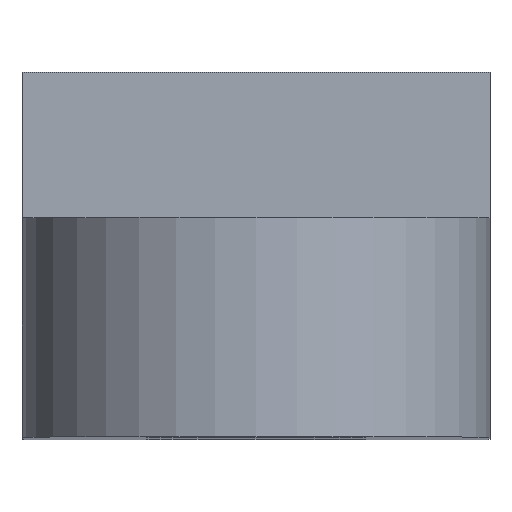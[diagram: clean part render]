
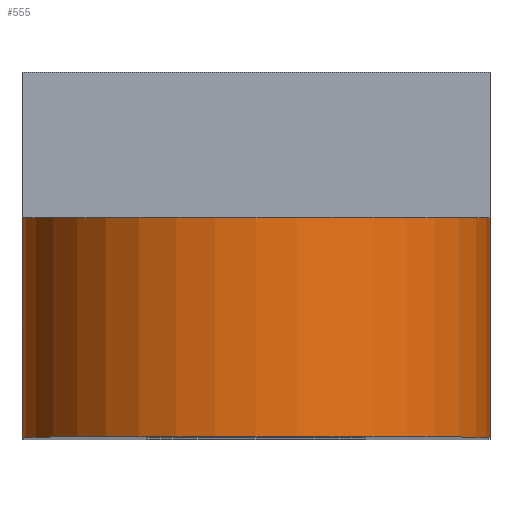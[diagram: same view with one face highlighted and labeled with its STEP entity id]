
A CAD part, top view. The second image highlights one B-rep face of the part: STEP entity #555.
In plain terms, the highlighted cylindrical face has radius 1.6 mm (diameter 3.2 mm), a partial arc.
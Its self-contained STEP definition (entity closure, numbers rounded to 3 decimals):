
#7 = AXIS2_PLACEMENT_3D ( 'NONE', #458, #293, #244 ) ;
#12 = EDGE_CURVE ( 'NONE', #530, #535, #467, .T. ) ;
#13 = AXIS2_PLACEMENT_3D ( 'NONE', #309, #272, #133 ) ;
#32 = EDGE_CURVE ( 'NONE', #409, #530, #270, .T. ) ;
#48 = VERTEX_POINT ( 'NONE', #378 ) ;
#49 = CARTESIAN_POINT ( 'NONE',  ( 0., 1.5, 0. ) ) ;
#50 = VECTOR ( 'NONE', #123, 1000. ) ;
#123 = DIRECTION ( 'NONE',  ( 0., -1., 0. ) ) ;
#133 = DIRECTION ( 'NONE',  ( 0., 0., -1. ) ) ;
#169 = ORIENTED_EDGE ( 'NONE', *, *, #285, .T. ) ;
#196 = VECTOR ( 'NONE', #431, 1000. ) ;
#199 = LINE ( 'NONE', #507, #50 ) ;
#206 = ORIENTED_EDGE ( 'NONE', *, *, #12, .F. ) ;
#219 = CYLINDRICAL_SURFACE ( 'NONE', #13, 1.6 ) ;
#221 = FACE_OUTER_BOUND ( 'NONE', #405, .T. ) ;
#244 = DIRECTION ( 'NONE',  ( 0., 0., 1. ) ) ;
#260 = CARTESIAN_POINT ( 'NONE',  ( -1.6, 1.5, 0. ) ) ;
#268 = CARTESIAN_POINT ( 'NONE',  ( 1.6, 0., 0. ) ) ;
#270 = CIRCLE ( 'NONE', #515, 1.6 ) ;
#272 = DIRECTION ( 'NONE',  ( 0., -1., 0. ) ) ;
#285 = EDGE_CURVE ( 'NONE', #48, #535, #540, .T. ) ;
#293 = DIRECTION ( 'NONE',  ( 0., 1., 0. ) ) ;
#296 = ORIENTED_EDGE ( 'NONE', *, *, #344, .T. ) ;
#303 = CARTESIAN_POINT ( 'NONE',  ( 1.6, 1.5, 0. ) ) ;
#309 = CARTESIAN_POINT ( 'NONE',  ( 0., 1.5, 0. ) ) ;
#324 = DIRECTION ( 'NONE',  ( 0., 1., 0. ) ) ;
#344 = EDGE_CURVE ( 'NONE', #409, #48, #199, .T. ) ;
#378 = CARTESIAN_POINT ( 'NONE',  ( -1.6, 0., 0. ) ) ;
#405 = EDGE_LOOP ( 'NONE', ( #169, #206, #547, #296 ) ) ;
#409 = VERTEX_POINT ( 'NONE', #260 ) ;
#431 = DIRECTION ( 'NONE',  ( 0., -1., 0. ) ) ;
#458 = CARTESIAN_POINT ( 'NONE',  ( 0., 0., 0. ) ) ;
#467 = LINE ( 'NONE', #303, #196 ) ;
#488 = DIRECTION ( 'NONE',  ( 0., 0., 1. ) ) ;
#507 = CARTESIAN_POINT ( 'NONE',  ( -1.6, 1.5, 0. ) ) ;
#515 = AXIS2_PLACEMENT_3D ( 'NONE', #49, #324, #488 ) ;
#522 = CARTESIAN_POINT ( 'NONE',  ( 1.6, 1.5, 0. ) ) ;
#530 = VERTEX_POINT ( 'NONE', #522 ) ;
#535 = VERTEX_POINT ( 'NONE', #268 ) ;
#540 = CIRCLE ( 'NONE', #7, 1.6 ) ;
#547 = ORIENTED_EDGE ( 'NONE', *, *, #32, .F. ) ;
#555 = ADVANCED_FACE ( 'NONE', ( #221 ), #219, .T. ) ;
